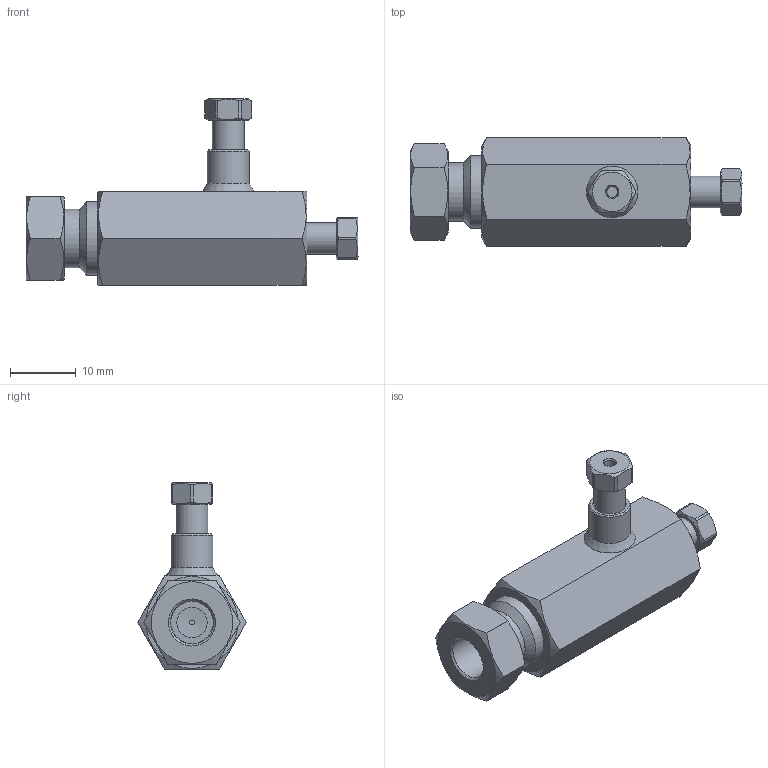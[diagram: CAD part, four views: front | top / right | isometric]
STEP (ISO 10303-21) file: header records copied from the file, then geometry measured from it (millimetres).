
FILE_DESCRIPTION((''),'2;1');
FILE_NAME('305269-TCEF411 Post-Column Reaction Tee fitting.stp','2013-08-22T11:59:49',('Franzp'),(''),'Autodesk Inventor 2013','Autodesk Inventor 2013','');
FILE_SCHEMA(('AUTOMOTIVE_DESIGN { 1 0 10303 214 1 1 1 1 }'));
Length unit declared in the file: millimetre
Products named in the file (1): 305269_Shrinkwrap_1
Bounding box: 50.46 x 16.5 x 28.42 mm (x, y, z)
Surface area: 3637.5 mm2 (no closed solid volume)
Topology: 0 solids, 8 shells, 74 faces, 203 edges, 135 vertices
Faces by surface type: plane 36, cylinder 20, cone 18
Full cylindrical faces by diameter (mm): 1.727 x2, 4.826 x2, 6.35 x1, 6.55 x1, 8.89 x1, 11.113 x1
Entity records: 2224 total; most frequent: CARTESIAN_POINT 463, DIRECTION 346, ORIENTED_EDGE 295, EDGE_CURVE 167, AXIS2_PLACEMENT_3D 152, VERTEX_POINT 125, EDGE_LOOP 111, CIRCLE 77
